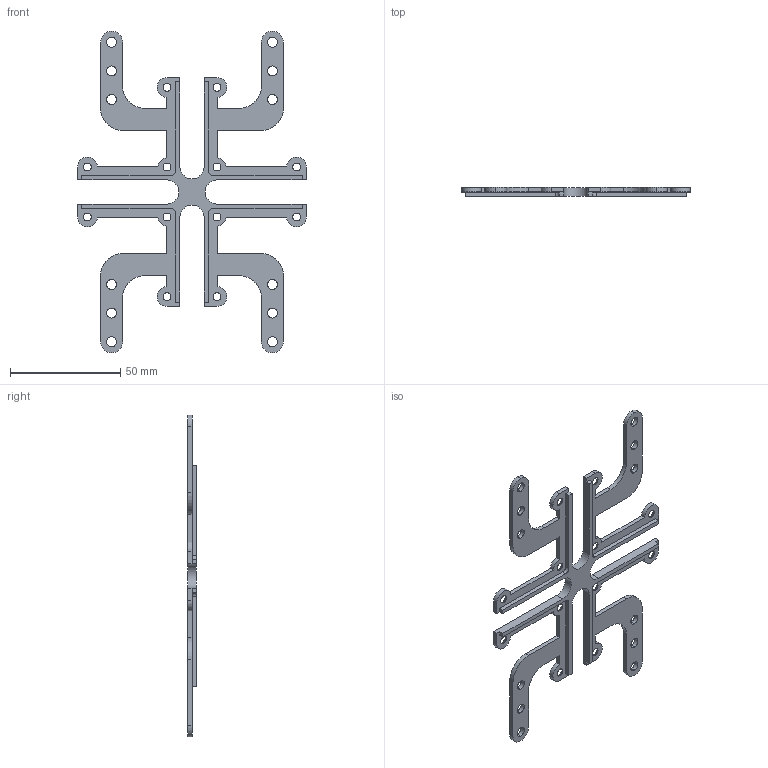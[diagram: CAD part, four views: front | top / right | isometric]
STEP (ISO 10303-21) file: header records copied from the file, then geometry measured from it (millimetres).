
FILE_DESCRIPTION (( 'STEP AP214' ), '1' );
FILE_NAME ('Croix_support_sup_2.STEP', '2023-06-28T07:55:32', ( '' ), ( '' ), 'SwSTEP 2.0', 'SolidWorks 2023', '' );
FILE_SCHEMA (( 'AUTOMOTIVE_DESIGN' ));
Length unit declared in the file: millimetre
Products named in the file (1): Croix_support_sup_2
Bounding box: 104 x 4 x 146 mm (x, y, z)
Volume: 11215.7 mm3; surface area: 14154.3 mm2
Topology: 1 solids, 1 shells, 175 faces, 495 edges, 322 vertices
Faces by surface type: cylinder 85, plane 66, cone 24
Entity records: 5830 total; most frequent: DIRECTION 1041, CARTESIAN_POINT 993, ORIENTED_EDGE 990, EDGE_CURVE 495, AXIS2_PLACEMENT_3D 370, VERTEX_POINT 322, VECTOR 301, LINE 301
